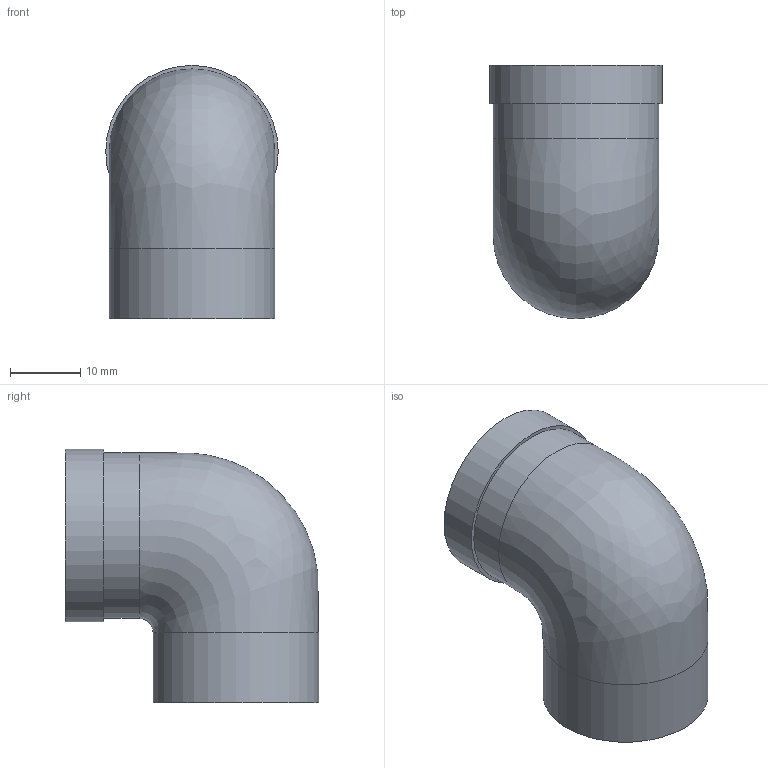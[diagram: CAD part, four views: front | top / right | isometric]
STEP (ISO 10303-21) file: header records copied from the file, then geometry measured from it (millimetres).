
FILE_DESCRIPTION(/* description */ (''),/* implementation_level */ '2;1');
FILE_NAME(/* name */ 'GIMV016038.ipt.stp',/* time_stamp */ '2014-01-07T15:46:17+01:00',/* author */ ('Marco de Biase'),/* organization */ (''),/* preprocessor_version */ 'ST-DEVELOPER v15.2',/* originating_system */ 'Autodesk Inventor 2014',/* authorisation */ '');
FILE_SCHEMA (('AUTOMOTIVE_DESIGN { 1 0 10303 214 3 1 1 }'));
Length unit declared in the file: millimetre
Products named in the file (1): GIMV016038
Bounding box: 24.5 x 35.95 x 35.95 mm (x, y, z)
Volume: 13740.9 mm3; surface area: 5787 mm2
Topology: 1 solids, 1 shells, 12 faces, 31 edges, 23 vertices
Faces by surface type: cylinder 6, plane 4, bspline 2
Full cylindrical faces by diameter (mm): 12 x2, 14.95 x1, 23.5 x2, 24.5 x1
Entity records: 8139 total; most frequent: CARTESIAN_POINT 7819, DIRECTION 66, ORIENTED_EDGE 48, AXIS2_PLACEMENT_3D 33, EDGE_CURVE 24, EDGE_LOOP 22, CIRCLE 22, VERTEX_POINT 22
